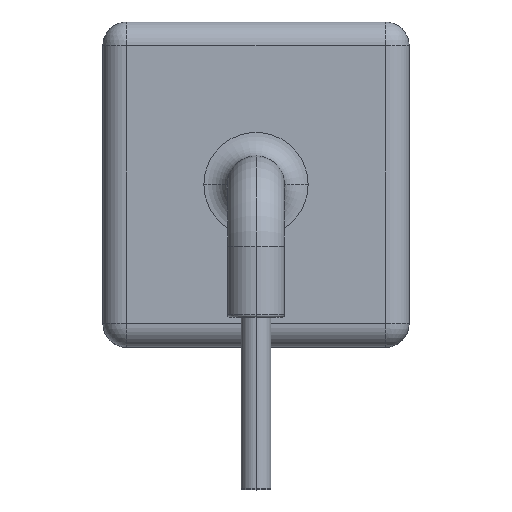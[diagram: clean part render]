
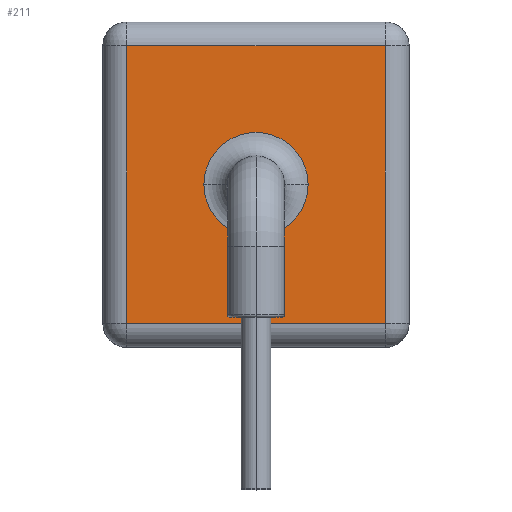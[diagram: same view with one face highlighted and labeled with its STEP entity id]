
A CAD part, top view. The second image highlights one B-rep face of the part: STEP entity #211.
In plain terms, the highlighted planar face has unit normal (0, 0, 1).
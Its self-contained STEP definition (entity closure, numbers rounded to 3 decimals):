
#11 = EDGE_LOOP ( 'NONE', ( #1420, #1422, #1421, #1423 ) ) ;
#19 = EDGE_LOOP ( 'NONE', ( #1418, #1419 ) ) ;
#85 = FACE_BOUND ( 'NONE', #19, .T. ) ;
#89 = FACE_OUTER_BOUND ( 'NONE', #11, .T. ) ;
#91 = AXIS2_PLACEMENT_3D ( 'NONE', #1828, #1829, #1830 ) ;
#167 = AXIS2_PLACEMENT_3D ( 'NONE', #558, #559, #560 ) ;
#170 = AXIS2_PLACEMENT_3D ( 'NONE', #567, #568, #569 ) ;
#174 = VECTOR ( 'NONE', #585, 1000. ) ;
#175 = VECTOR ( 'NONE', #588, 1000. ) ;
#176 = VECTOR ( 'NONE', #591, 1000. ) ;
#177 = VECTOR ( 'NONE', #594, 1000. ) ;
#211 = ADVANCED_FACE ( 'NONE', ( #85, #89 ), #1827, .F. ) ;
#266 = EDGE_CURVE ( 'NONE', #1629, #1630, #438, .T. ) ;
#269 = EDGE_CURVE ( 'NONE', #1630, #1629, #441, .T. ) ;
#274 = EDGE_CURVE ( 'NONE', #1625, #1626, #583, .T. ) ;
#275 = EDGE_CURVE ( 'NONE', #1631, #1625, #586, .T. ) ;
#276 = EDGE_CURVE ( 'NONE', #1626, #1627, #589, .T. ) ;
#277 = EDGE_CURVE ( 'NONE', #1627, #1631, #592, .T. ) ;
#438 = CIRCLE ( 'NONE', #167, 2.199 ) ;
#441 = CIRCLE ( 'NONE', #170, 2.199 ) ;
#558 = CARTESIAN_POINT ( 'NONE',  ( 0., 0., 3.85 ) ) ;
#559 = DIRECTION ( 'NONE',  ( 0., 0., -1. ) ) ;
#560 = DIRECTION ( 'NONE',  ( -1., 0., 0. ) ) ;
#567 = CARTESIAN_POINT ( 'NONE',  ( 0., 0., 3.85 ) ) ;
#568 = DIRECTION ( 'NONE',  ( 0., 0., -1. ) ) ;
#569 = DIRECTION ( 'NONE',  ( -1., 0., 0. ) ) ;
#583 = LINE ( 'NONE', #584, #174 ) ;
#584 = CARTESIAN_POINT ( 'NONE',  ( -5.463, 0., 3.85 ) ) ;
#585 = DIRECTION ( 'NONE',  ( 0., -1., 0. ) ) ;
#586 = LINE ( 'NONE', #587, #175 ) ;
#587 = CARTESIAN_POINT ( 'NONE',  ( 0., 5.863, 3.85 ) ) ;
#588 = DIRECTION ( 'NONE',  ( -1., 0., 0. ) ) ;
#589 = LINE ( 'NONE', #590, #176 ) ;
#590 = CARTESIAN_POINT ( 'NONE',  ( 0., -5.863, 3.85 ) ) ;
#591 = DIRECTION ( 'NONE',  ( 1., 0., 0. ) ) ;
#592 = LINE ( 'NONE', #593, #177 ) ;
#593 = CARTESIAN_POINT ( 'NONE',  ( 5.463, 0., 3.85 ) ) ;
#594 = DIRECTION ( 'NONE',  ( 0., 1., 0. ) ) ;
#1281 = CARTESIAN_POINT ( 'NONE',  ( -5.463, 5.863, 3.85 ) ) ;
#1282 = CARTESIAN_POINT ( 'NONE',  ( -5.463, -5.863, 3.85 ) ) ;
#1283 = CARTESIAN_POINT ( 'NONE',  ( 5.463, -5.863, 3.85 ) ) ;
#1285 = CARTESIAN_POINT ( 'NONE',  ( 2.199, 0., 3.85 ) ) ;
#1286 = CARTESIAN_POINT ( 'NONE',  ( -2.199, 0., 3.85 ) ) ;
#1287 = CARTESIAN_POINT ( 'NONE',  ( 5.463, 5.863, 3.85 ) ) ;
#1418 = ORIENTED_EDGE ( 'NONE', *, *, #269, .T. ) ;
#1419 = ORIENTED_EDGE ( 'NONE', *, *, #266, .T. ) ;
#1420 = ORIENTED_EDGE ( 'NONE', *, *, #275, .T. ) ;
#1421 = ORIENTED_EDGE ( 'NONE', *, *, #276, .T. ) ;
#1422 = ORIENTED_EDGE ( 'NONE', *, *, #274, .T. ) ;
#1423 = ORIENTED_EDGE ( 'NONE', *, *, #277, .T. ) ;
#1625 = VERTEX_POINT ( 'NONE', #1281 ) ;
#1626 = VERTEX_POINT ( 'NONE', #1282 ) ;
#1627 = VERTEX_POINT ( 'NONE', #1283 ) ;
#1629 = VERTEX_POINT ( 'NONE', #1285 ) ;
#1630 = VERTEX_POINT ( 'NONE', #1286 ) ;
#1631 = VERTEX_POINT ( 'NONE', #1287 ) ;
#1827 = PLANE ( 'NONE',  #91 ) ;
#1828 = CARTESIAN_POINT ( 'NONE',  ( 0., 0., 3.85 ) ) ;
#1829 = DIRECTION ( 'NONE',  ( 0., 0., -1. ) ) ;
#1830 = DIRECTION ( 'NONE',  ( -1., 0., 0. ) ) ;
